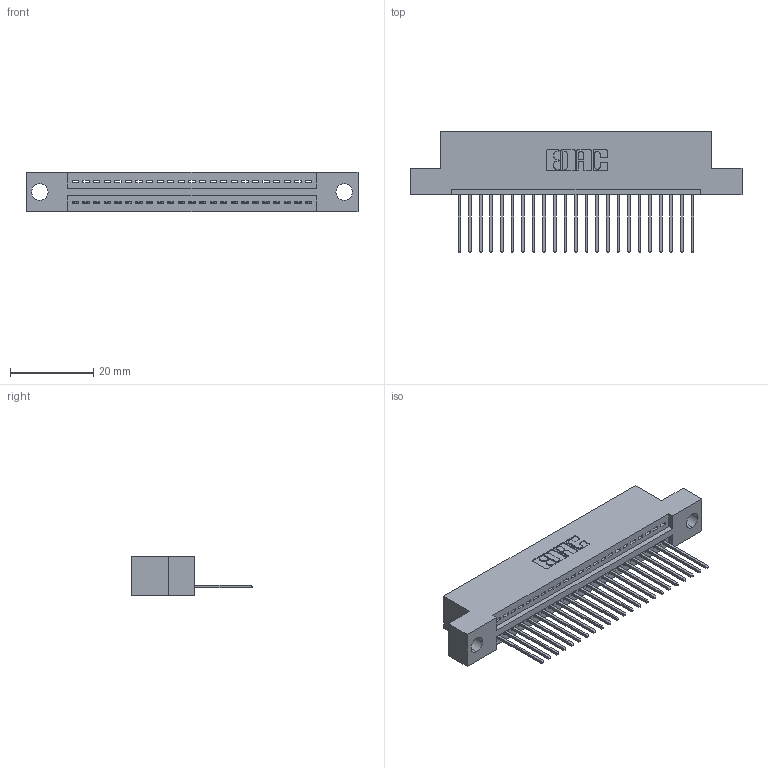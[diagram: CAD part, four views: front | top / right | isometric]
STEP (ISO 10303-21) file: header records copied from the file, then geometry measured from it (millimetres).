
FILE_DESCRIPTION (( 'STEP AP203' ), '1' );
FILE_NAME ('395-023-540-104.STEP', '2019-10-18T04:36:05', ( '' ), ( '' ), 'SwSTEP 2.0', 'SolidWorks 2016', '' );
FILE_SCHEMA (( 'CONFIG_CONTROL_DESIGN' ));
Length unit declared in the file: inch
Products named in the file (3): 395-023-540-104; 345-292-001_345-293-140; 345 Part_Flush Mounting Lugs - 0.156 Dia-TH
Assembly tree (24 placements, depth 2):
  395-023-540-104
    345 Part_Flush Mounting Lugs - 0.156 Dia-TH
    345-292-001_345-293-140  x23
Bounding box: 79.63 x 29.13 x 9.4 mm (x, y, z)
Volume: 7350.9 mm3; surface area: 9543.3 mm2
Topology: 24 solids, 24 shells, 1460 faces, 4389 edges, 2894 vertices
Faces by surface type: plane 1000, cylinder 460
Entity records: 19889 total; most frequent: CARTESIAN_POINT 3453, ORIENTED_EDGE 3410, DIRECTION 3043, EDGE_CURVE 1705, LINE 1481, VECTOR 1481, VERTEX_POINT 1134, AXIS2_PLACEMENT_3D 781
